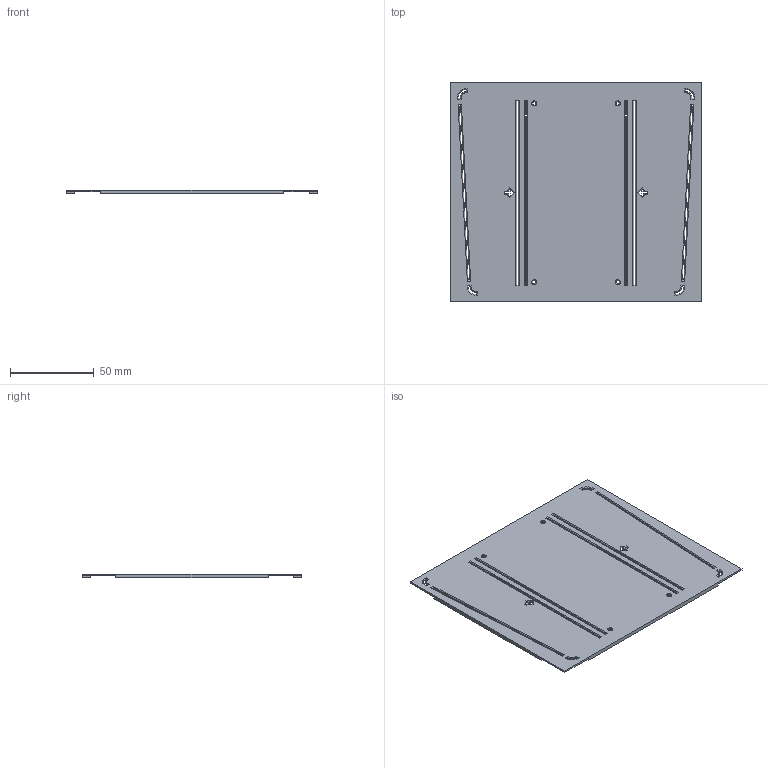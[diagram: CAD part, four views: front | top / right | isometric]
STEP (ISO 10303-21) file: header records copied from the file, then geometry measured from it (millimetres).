
FILE_DESCRIPTION(('FreeCAD Model'),'2;1');
FILE_NAME('Open CASCADE Shape Model','2024-02-13T20:22:56',(''),(''), 'Open CASCADE STEP processor 7.7','FreeCAD','Unknown');
FILE_SCHEMA(('AUTOMOTIVE_DESIGN { 1 0 10303 214 1 1 1 1 }'));
Length unit declared in the file: millimetre
Products named in the file (1): Body
Bounding box: 150 x 131 x 2.2 mm (x, y, z)
Volume: 21066.9 mm3; surface area: 40464.5 mm2
Topology: 1 solids, 1 shells, 146 faces, 374 edges, 230 vertices
Faces by surface type: plane 122, cone 12, cylinder 12
Full cylindrical faces by diameter (mm): 2 x4
Entity records: 4408 total; most frequent: CARTESIAN_POINT 787, ORIENTED_EDGE 748, DIRECTION 708, EDGE_CURVE 374, LINE 318, VECTOR 318, VERTEX_POINT 230, AXIS2_PLACEMENT_3D 195
